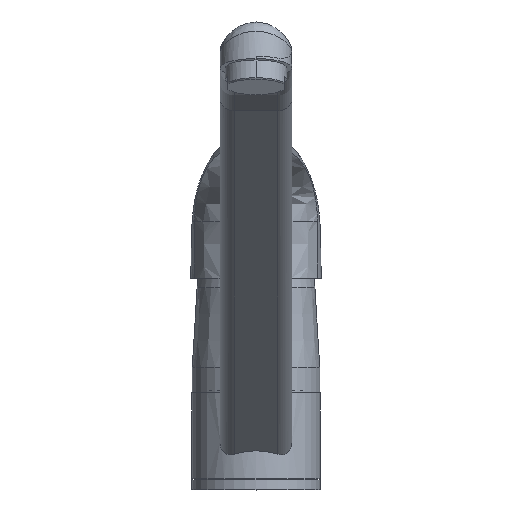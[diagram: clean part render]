
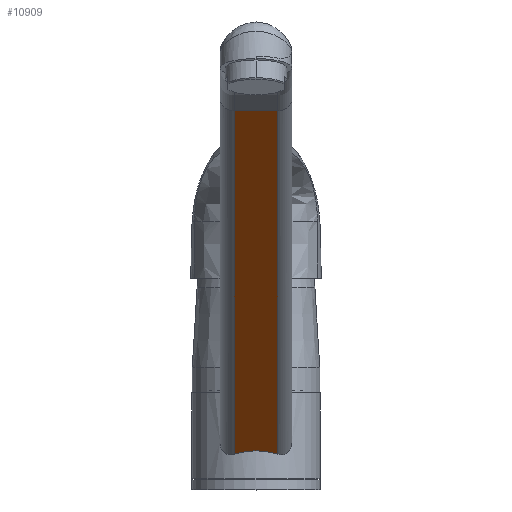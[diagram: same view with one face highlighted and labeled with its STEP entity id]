
A CAD part, top view. The second image highlights one B-rep face of the part: STEP entity #10909.
In plain terms, the highlighted planar face has unit normal (0, -0.75, 0.661).
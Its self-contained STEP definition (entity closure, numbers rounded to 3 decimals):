
#9535=DIRECTION('',(0.,0.662,0.75));
#9536=VECTOR('',#9535,202.385);
#9537=CARTESIAN_POINT('',(8.5,13.885,23.511));
#9538=LINE('',#9537,#9536);
#9539=CARTESIAN_POINT('',(8.5,13.885,23.511));
#9540=CARTESIAN_POINT('',(7.083,14.337,24.023));
#9541=CARTESIAN_POINT('',(4.25,14.988,24.761));
#9542=CARTESIAN_POINT('',(0.,15.305,25.12));
#9543=CARTESIAN_POINT('',(-4.25,14.988,24.761));
#9544=CARTESIAN_POINT('',(-7.083,14.337,24.023));
#9545=CARTESIAN_POINT('',(-8.5,13.885,23.511));
#9547=DIRECTION('',(0.,0.662,0.75));
#9548=VECTOR('',#9547,202.385);
#9549=CARTESIAN_POINT('',(-8.5,13.885,23.511));
#9550=LINE('',#9549,#9548);
#9551=CARTESIAN_POINT('',(-8.5,13.885,23.511));
#9664=DIRECTION('',(1.,0.,0.));
#9665=VECTOR('',#9664,17.);
#9666=CARTESIAN_POINT('',(-8.5,147.767,175.284));
#9667=LINE('',#9666,#9665);
#10445=CARTESIAN_POINT('',(-8.5,147.767,175.284));
#10446=VERTEX_POINT('',#10445);
#10447=CARTESIAN_POINT('',(8.5,147.767,175.284));
#10448=VERTEX_POINT('',#10447);
#10522=VERTEX_POINT('',#9551);
#10523=VERTEX_POINT('',#9539);
#10896=CARTESIAN_POINT('',(-8.5,6.344,14.961));
#10897=DIRECTION('',(0.,-0.75,0.662));
#10898=DIRECTION('',(1.,0.,0.));
#10899=AXIS2_PLACEMENT_3D('',#10896,#10897,#10898);
#10900=PLANE('',#10899);
#10901=ORIENTED_EDGE('',*,*,#10711,.T.);
#10903=ORIENTED_EDGE('',*,*,#10902,.T.);
#10905=ORIENTED_EDGE('',*,*,#10904,.T.);
#10906=ORIENTED_EDGE('',*,*,#10881,.F.);
#10907=EDGE_LOOP('',(#10901,#10903,#10905,#10906));
#10908=FACE_OUTER_BOUND('',#10907,.F.);
#10909=ADVANCED_FACE('',(#10908),#10900,.T.);
#9546=B_SPLINE_CURVE_WITH_KNOTS('',3,(#9539,#9540,#9541,#9542,#9543,#9544,
#9545),.UNSPECIFIED.,.F.,.F.,(4,1,1,1,4),(0.,0.25,0.5,0.75,1.),
.UNSPECIFIED.);
#10711=EDGE_CURVE('',#10523,#10522,#9546,.T.);
#10881=EDGE_CURVE('',#10523,#10448,#9538,.T.);
#10902=EDGE_CURVE('',#10522,#10446,#9550,.T.);
#10904=EDGE_CURVE('',#10446,#10448,#9667,.T.);
